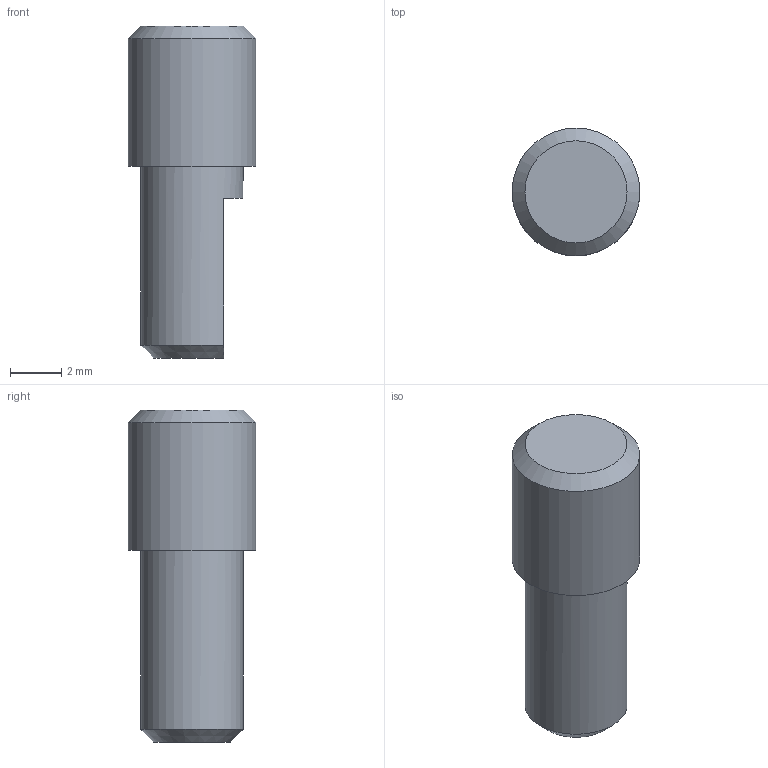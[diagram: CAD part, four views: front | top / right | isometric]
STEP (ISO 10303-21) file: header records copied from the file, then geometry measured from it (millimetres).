
FILE_DESCRIPTION(/* description */ (''),/* implementation_level */ '2;1');
FILE_NAME(/* name */ 'F10161929--_1-PIN_ CMS2 ETL_ 16X16 FIXTURE ALIGNMENT PIN.stp',/* time_stamp */ '2021-09-03T12:54:15-05:00',/* author */ (''),/* organization */ (''),/* preprocessor_version */ 'ST-DEVELOPER v16',/* originating_system */ 'SIEMENS PLM Software NX 11.0',/* authorisation */ '');
FILE_SCHEMA (('AUTOMOTIVE_DESIGN { 1 0 10303 214 3 1 1 1 }'));
Length unit declared in the file: millimetre
Products named in the file (1): F10161929--_1-PIN_ CMS2 ETL_ 16X16 FIXTURE ALIGNMENT PIN
Bounding box: 5 x 5 x 13 mm (x, y, z)
Volume: 189.2 mm3; surface area: 209 mm2
Topology: 1 solids, 1 shells, 9 faces, 18 edges, 12 vertices
Faces by surface type: plane 5, cylinder 2, cone 2
Full cylindrical faces by diameter (mm): 4 x1, 5 x1
Entity records: 296 total; most frequent: CARTESIAN_POINT 39, DIRECTION 38, ORIENTED_EDGE 26, AXIS2_PLACEMENT_3D 17, EDGE_LOOP 13, EDGE_CURVE 13, PRESENTATION_STYLE_ASSIGNMENT 10, SURFACE_STYLE_USAGE 10
